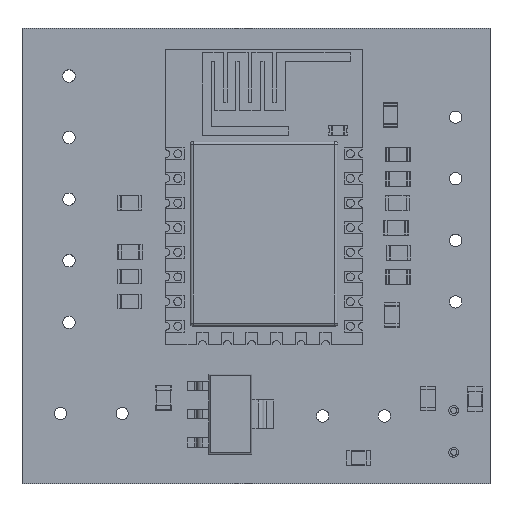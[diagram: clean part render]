
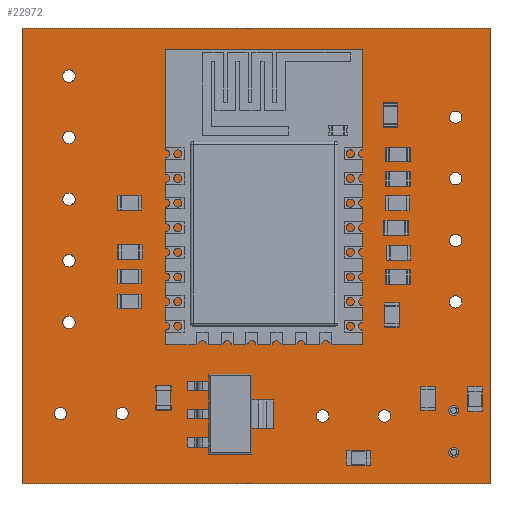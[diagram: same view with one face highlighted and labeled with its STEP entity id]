
A CAD part, top view. The second image highlights one B-rep face of the part: STEP entity #22972.
In plain terms, the highlighted planar face has unit normal (0, 0, 1).
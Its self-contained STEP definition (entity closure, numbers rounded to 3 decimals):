
#22695 = VERTEX_POINT('',#22696);
#22696 = CARTESIAN_POINT('',(163.982,-96.334,1.6));
#22702 = EDGE_CURVE('',#22695,#22703,#22705,.T.);
#22703 = VERTEX_POINT('',#22704);
#22704 = CARTESIAN_POINT('',(125.982,-96.334,1.6));
#22705 = LINE('',#22706,#22707);
#22706 = CARTESIAN_POINT('',(163.982,-96.334,1.6));
#22707 = VECTOR('',#22708,1.);
#22708 = DIRECTION('',(-1.,0.,0.));
#22735 = VERTEX_POINT('',#22736);
#22736 = CARTESIAN_POINT('',(163.982,-59.334,1.6));
#22742 = EDGE_CURVE('',#22735,#22695,#22743,.T.);
#22743 = LINE('',#22744,#22745);
#22744 = CARTESIAN_POINT('',(163.982,-59.334,1.6));
#22745 = VECTOR('',#22746,1.);
#22746 = DIRECTION('',(0.,-1.,0.));
#22764 = EDGE_CURVE('',#22703,#22765,#22767,.T.);
#22765 = VERTEX_POINT('',#22766);
#22766 = CARTESIAN_POINT('',(125.982,-59.334,1.6));
#22767 = LINE('',#22768,#22769);
#22768 = CARTESIAN_POINT('',(125.982,-96.334,1.6));
#22769 = VECTOR('',#22770,1.);
#22770 = DIRECTION('',(0.,1.,0.));
#22972 = ADVANCED_FACE('',(#22973,#22984,#22995,#23006,#23017,#23028,
    #23039,#23050,#23061,#23072,#23083,#23094,#23105,#23116,#23127,
    #23138),#23149,.T.);
#22973 = FACE_BOUND('',#22974,.T.);
#22974 = EDGE_LOOP('',(#22975,#22976,#22977,#22983));
#22975 = ORIENTED_EDGE('',*,*,#22702,.F.);
#22976 = ORIENTED_EDGE('',*,*,#22742,.F.);
#22977 = ORIENTED_EDGE('',*,*,#22978,.F.);
#22978 = EDGE_CURVE('',#22765,#22735,#22979,.T.);
#22979 = LINE('',#22980,#22981);
#22980 = CARTESIAN_POINT('',(125.982,-59.334,1.6));
#22981 = VECTOR('',#22982,1.);
#22982 = DIRECTION('',(1.,0.,0.));
#22983 = ORIENTED_EDGE('',*,*,#22764,.F.);
#22984 = FACE_BOUND('',#22985,.T.);
#22985 = EDGE_LOOP('',(#22986));
#22986 = ORIENTED_EDGE('',*,*,#22987,.T.);
#22987 = EDGE_CURVE('',#22988,#22988,#22990,.T.);
#22988 = VERTEX_POINT('',#22989);
#22989 = CARTESIAN_POINT('',(129.119,-91.134,1.6));
#22990 = CIRCLE('',#22991,0.5);
#22991 = AXIS2_PLACEMENT_3D('',#22992,#22993,#22994);
#22992 = CARTESIAN_POINT('',(129.119,-90.634,1.6));
#22993 = DIRECTION('',(-0.,0.,-1.));
#22994 = DIRECTION('',(-0.,-1.,0.));
#22995 = FACE_BOUND('',#22996,.T.);
#22996 = EDGE_LOOP('',(#22997));
#22997 = ORIENTED_EDGE('',*,*,#22998,.T.);
#22998 = EDGE_CURVE('',#22999,#22999,#23001,.T.);
#22999 = VERTEX_POINT('',#23000);
#23000 = CARTESIAN_POINT('',(134.119,-91.134,1.6));
#23001 = CIRCLE('',#23002,0.5);
#23002 = AXIS2_PLACEMENT_3D('',#23003,#23004,#23005);
#23003 = CARTESIAN_POINT('',(134.119,-90.634,1.6));
#23004 = DIRECTION('',(-0.,0.,-1.));
#23005 = DIRECTION('',(-0.,-1.,0.));
#23006 = FACE_BOUND('',#23007,.T.);
#23007 = EDGE_LOOP('',(#23008));
#23008 = ORIENTED_EDGE('',*,*,#23009,.T.);
#23009 = EDGE_CURVE('',#23010,#23010,#23012,.T.);
#23010 = VERTEX_POINT('',#23011);
#23011 = CARTESIAN_POINT('',(129.794,-83.724,1.6));
#23012 = CIRCLE('',#23013,0.5);
#23013 = AXIS2_PLACEMENT_3D('',#23014,#23015,#23016);
#23014 = CARTESIAN_POINT('',(129.794,-83.224,1.6));
#23015 = DIRECTION('',(-0.,0.,-1.));
#23016 = DIRECTION('',(-0.,-1.,0.));
#23017 = FACE_BOUND('',#23018,.T.);
#23018 = EDGE_LOOP('',(#23019));
#23019 = ORIENTED_EDGE('',*,*,#23020,.T.);
#23020 = EDGE_CURVE('',#23021,#23021,#23023,.T.);
#23021 = VERTEX_POINT('',#23022);
#23022 = CARTESIAN_POINT('',(150.404,-91.324,1.6));
#23023 = CIRCLE('',#23024,0.5);
#23024 = AXIS2_PLACEMENT_3D('',#23025,#23026,#23027);
#23025 = CARTESIAN_POINT('',(150.404,-90.824,1.6));
#23026 = DIRECTION('',(-0.,0.,-1.));
#23027 = DIRECTION('',(-0.,-1.,0.));
#23028 = FACE_BOUND('',#23029,.T.);
#23029 = EDGE_LOOP('',(#23030));
#23030 = ORIENTED_EDGE('',*,*,#23031,.T.);
#23031 = EDGE_CURVE('',#23032,#23032,#23034,.T.);
#23032 = VERTEX_POINT('',#23033);
#23033 = CARTESIAN_POINT('',(155.404,-91.324,1.6));
#23034 = CIRCLE('',#23035,0.5);
#23035 = AXIS2_PLACEMENT_3D('',#23036,#23037,#23038);
#23036 = CARTESIAN_POINT('',(155.404,-90.824,1.6));
#23037 = DIRECTION('',(-0.,0.,-1.));
#23038 = DIRECTION('',(-0.,-1.,0.));
#23039 = FACE_BOUND('',#23040,.T.);
#23040 = EDGE_LOOP('',(#23041));
#23041 = ORIENTED_EDGE('',*,*,#23042,.T.);
#23042 = EDGE_CURVE('',#23043,#23043,#23045,.T.);
#23043 = VERTEX_POINT('',#23044);
#23044 = CARTESIAN_POINT('',(161.036,-94.177,1.6));
#23045 = CIRCLE('',#23046,0.4);
#23046 = AXIS2_PLACEMENT_3D('',#23047,#23048,#23049);
#23047 = CARTESIAN_POINT('',(161.036,-93.777,1.6));
#23048 = DIRECTION('',(-0.,0.,-1.));
#23049 = DIRECTION('',(-0.,-1.,0.));
#23050 = FACE_BOUND('',#23051,.T.);
#23051 = EDGE_LOOP('',(#23052));
#23052 = ORIENTED_EDGE('',*,*,#23053,.T.);
#23053 = EDGE_CURVE('',#23054,#23054,#23056,.T.);
#23054 = VERTEX_POINT('',#23055);
#23055 = CARTESIAN_POINT('',(161.036,-90.777,1.6));
#23056 = CIRCLE('',#23057,0.4);
#23057 = AXIS2_PLACEMENT_3D('',#23058,#23059,#23060);
#23058 = CARTESIAN_POINT('',(161.036,-90.377,1.6));
#23059 = DIRECTION('',(-0.,0.,-1.));
#23060 = DIRECTION('',(-0.,-1.,0.));
#23061 = FACE_BOUND('',#23062,.T.);
#23062 = EDGE_LOOP('',(#23063));
#23063 = ORIENTED_EDGE('',*,*,#23064,.T.);
#23064 = EDGE_CURVE('',#23065,#23065,#23067,.T.);
#23065 = VERTEX_POINT('',#23066);
#23066 = CARTESIAN_POINT('',(161.195,-82.062,1.6));
#23067 = CIRCLE('',#23068,0.5);
#23068 = AXIS2_PLACEMENT_3D('',#23069,#23070,#23071);
#23069 = CARTESIAN_POINT('',(161.195,-81.562,1.6));
#23070 = DIRECTION('',(-0.,0.,-1.));
#23071 = DIRECTION('',(-0.,-1.,0.));
#23072 = FACE_BOUND('',#23073,.T.);
#23073 = EDGE_LOOP('',(#23074));
#23074 = ORIENTED_EDGE('',*,*,#23075,.T.);
#23075 = EDGE_CURVE('',#23076,#23076,#23078,.T.);
#23076 = VERTEX_POINT('',#23077);
#23077 = CARTESIAN_POINT('',(129.794,-78.724,1.6));
#23078 = CIRCLE('',#23079,0.5);
#23079 = AXIS2_PLACEMENT_3D('',#23080,#23081,#23082);
#23080 = CARTESIAN_POINT('',(129.794,-78.224,1.6));
#23081 = DIRECTION('',(-0.,0.,-1.));
#23082 = DIRECTION('',(-0.,-1.,0.));
#23083 = FACE_BOUND('',#23084,.T.);
#23084 = EDGE_LOOP('',(#23085));
#23085 = ORIENTED_EDGE('',*,*,#23086,.T.);
#23086 = EDGE_CURVE('',#23087,#23087,#23089,.T.);
#23087 = VERTEX_POINT('',#23088);
#23088 = CARTESIAN_POINT('',(129.794,-73.724,1.6));
#23089 = CIRCLE('',#23090,0.5);
#23090 = AXIS2_PLACEMENT_3D('',#23091,#23092,#23093);
#23091 = CARTESIAN_POINT('',(129.794,-73.224,1.6));
#23092 = DIRECTION('',(-0.,0.,-1.));
#23093 = DIRECTION('',(-0.,-1.,0.));
#23094 = FACE_BOUND('',#23095,.T.);
#23095 = EDGE_LOOP('',(#23096));
#23096 = ORIENTED_EDGE('',*,*,#23097,.T.);
#23097 = EDGE_CURVE('',#23098,#23098,#23100,.T.);
#23098 = VERTEX_POINT('',#23099);
#23099 = CARTESIAN_POINT('',(129.794,-68.724,1.6));
#23100 = CIRCLE('',#23101,0.5);
#23101 = AXIS2_PLACEMENT_3D('',#23102,#23103,#23104);
#23102 = CARTESIAN_POINT('',(129.794,-68.224,1.6));
#23103 = DIRECTION('',(-0.,0.,-1.));
#23104 = DIRECTION('',(-0.,-1.,0.));
#23105 = FACE_BOUND('',#23106,.T.);
#23106 = EDGE_LOOP('',(#23107));
#23107 = ORIENTED_EDGE('',*,*,#23108,.T.);
#23108 = EDGE_CURVE('',#23109,#23109,#23111,.T.);
#23109 = VERTEX_POINT('',#23110);
#23110 = CARTESIAN_POINT('',(129.794,-63.724,1.6));
#23111 = CIRCLE('',#23112,0.5);
#23112 = AXIS2_PLACEMENT_3D('',#23113,#23114,#23115);
#23113 = CARTESIAN_POINT('',(129.794,-63.224,1.6));
#23114 = DIRECTION('',(-0.,0.,-1.));
#23115 = DIRECTION('',(-0.,-1.,0.));
#23116 = FACE_BOUND('',#23117,.T.);
#23117 = EDGE_LOOP('',(#23118));
#23118 = ORIENTED_EDGE('',*,*,#23119,.T.);
#23119 = EDGE_CURVE('',#23120,#23120,#23122,.T.);
#23120 = VERTEX_POINT('',#23121);
#23121 = CARTESIAN_POINT('',(161.195,-77.062,1.6));
#23122 = CIRCLE('',#23123,0.5);
#23123 = AXIS2_PLACEMENT_3D('',#23124,#23125,#23126);
#23124 = CARTESIAN_POINT('',(161.195,-76.562,1.6));
#23125 = DIRECTION('',(-0.,0.,-1.));
#23126 = DIRECTION('',(-0.,-1.,0.));
#23127 = FACE_BOUND('',#23128,.T.);
#23128 = EDGE_LOOP('',(#23129));
#23129 = ORIENTED_EDGE('',*,*,#23130,.T.);
#23130 = EDGE_CURVE('',#23131,#23131,#23133,.T.);
#23131 = VERTEX_POINT('',#23132);
#23132 = CARTESIAN_POINT('',(161.195,-72.062,1.6));
#23133 = CIRCLE('',#23134,0.5);
#23134 = AXIS2_PLACEMENT_3D('',#23135,#23136,#23137);
#23135 = CARTESIAN_POINT('',(161.195,-71.562,1.6));
#23136 = DIRECTION('',(-0.,0.,-1.));
#23137 = DIRECTION('',(-0.,-1.,0.));
#23138 = FACE_BOUND('',#23139,.T.);
#23139 = EDGE_LOOP('',(#23140));
#23140 = ORIENTED_EDGE('',*,*,#23141,.T.);
#23141 = EDGE_CURVE('',#23142,#23142,#23144,.T.);
#23142 = VERTEX_POINT('',#23143);
#23143 = CARTESIAN_POINT('',(161.195,-67.062,1.6));
#23144 = CIRCLE('',#23145,0.5);
#23145 = AXIS2_PLACEMENT_3D('',#23146,#23147,#23148);
#23146 = CARTESIAN_POINT('',(161.195,-66.562,1.6));
#23147 = DIRECTION('',(-0.,0.,-1.));
#23148 = DIRECTION('',(-0.,-1.,0.));
#23149 = PLANE('',#23150);
#23150 = AXIS2_PLACEMENT_3D('',#23151,#23152,#23153);
#23151 = CARTESIAN_POINT('',(0.,0.,1.6));
#23152 = DIRECTION('',(0.,0.,1.));
#23153 = DIRECTION('',(1.,0.,-0.));
